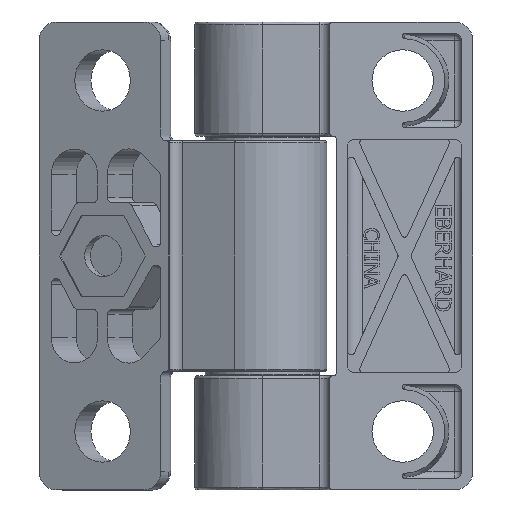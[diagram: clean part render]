
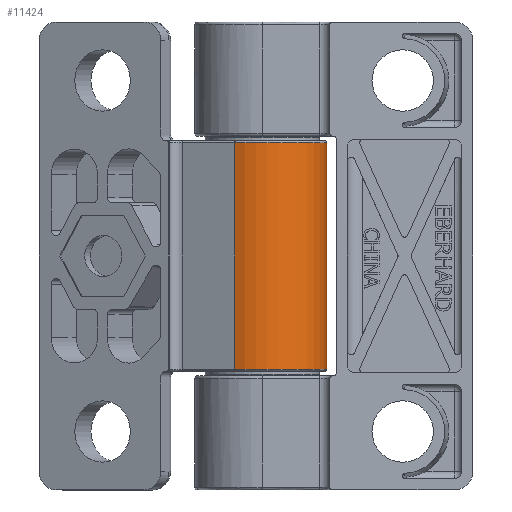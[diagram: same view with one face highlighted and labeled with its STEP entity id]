
A CAD part, front view. The second image highlights one B-rep face of the part: STEP entity #11424.
In plain terms, the highlighted cylindrical face has radius 8.763 mm (diameter 17.526 mm), a partial arc.
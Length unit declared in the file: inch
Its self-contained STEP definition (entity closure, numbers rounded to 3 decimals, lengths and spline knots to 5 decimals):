
#394=B_SPLINE_CURVE_WITH_KNOTS('',3,(#20049,#20050,#20051,#20052,#20053,
#20054),.UNSPECIFIED.,.F.,.F.,(4,1,1,4),(-0.15344,-0.06576,
-0.02192,0.),.UNSPECIFIED.);
#395=B_SPLINE_CURVE_WITH_KNOTS('',3,(#20141,#20142,#20143,#20144,#20145,
#20146,#20147),.UNSPECIFIED.,.F.,.F.,(4,1,1,1,4),(-0.15354,-0.1316,
-0.10967,-0.0658,0.),
 .UNSPECIFIED.);
#398=B_SPLINE_CURVE_WITH_KNOTS('',3,(#20253,#20254,#20255,#20256,#20257,
#20258,#20259),.UNSPECIFIED.,.F.,.F.,(4,1,1,1,4),(-0.15354,-0.1316,
-0.10967,-0.0658,0.),
 .UNSPECIFIED.);
#399=B_SPLINE_CURVE_WITH_KNOTS('',3,(#20336,#20337,#20338,#20339,#20340,
#20341),.UNSPECIFIED.,.F.,.F.,(4,1,1,4),(-0.15344,-0.06576,
-0.02192,0.),.UNSPECIFIED.);
#1226=FACE_OUTER_BOUND('',#1880,.T.);
#1880=EDGE_LOOP('',(#9222,#9223,#9224,#9225,#9226,#9227,#9228,#9229,#9230,
#9231,#9232,#9233,#9234,#9235,#9236,#9237));
#2797=LINE('',#20178,#3776);
#2809=LINE('',#20202,#3788);
#2811=LINE('',#20353,#3790);
#2819=LINE('',#20412,#3798);
#2820=LINE('',#20413,#3799);
#2821=LINE('',#20414,#3800);
#3776=VECTOR('',#14337,0.3937);
#3788=VECTOR('',#14361,0.3937);
#3790=VECTOR('',#14403,0.3937);
#3798=VECTOR('',#14443,0.3937);
#3799=VECTOR('',#14444,0.3937);
#3800=VECTOR('',#14445,0.3937);
#4191=CIRCLE('',#12093,0.345);
#4208=CIRCLE('',#12121,0.345);
#4232=CIRCLE('',#12161,0.345);
#4242=CIRCLE('',#12175,0.345);
#4252=CIRCLE('',#12200,0.345);
#4264=CIRCLE('',#12220,0.345);
#5041=VERTEX_POINT('',#19789);
#5043=VERTEX_POINT('',#19795);
#5068=VERTEX_POINT('',#19862);
#5070=VERTEX_POINT('',#19868);
#5102=VERTEX_POINT('',#20046);
#5103=VERTEX_POINT('',#20048);
#5107=VERTEX_POINT('',#20064);
#5112=VERTEX_POINT('',#20139);
#5113=VERTEX_POINT('',#20140);
#5116=VERTEX_POINT('',#20160);
#5128=VERTEX_POINT('',#20250);
#5129=VERTEX_POINT('',#20252);
#5132=VERTEX_POINT('',#20292);
#5135=VERTEX_POINT('',#20334);
#5136=VERTEX_POINT('',#20335);
#5142=VERTEX_POINT('',#20395);
#6401=EDGE_CURVE('',#5043,#5041,#4191,.T.);
#6437=EDGE_CURVE('',#5070,#5068,#4208,.T.);
#6482=EDGE_CURVE('',#5102,#5103,#394,.T.);
#6488=EDGE_CURVE('',#5107,#5102,#4232,.T.);
#6496=EDGE_CURVE('',#5112,#5113,#395,.T.);
#6502=EDGE_CURVE('',#5113,#5116,#4242,.T.);
#6510=EDGE_CURVE('',#5103,#5112,#2797,.T.);
#6524=EDGE_CURVE('',#5116,#5070,#2809,.T.);
#6527=EDGE_CURVE('',#5128,#5129,#398,.T.);
#6534=EDGE_CURVE('',#5129,#5132,#4252,.T.);
#6539=EDGE_CURVE('',#5135,#5136,#399,.T.);
#6543=EDGE_CURVE('',#5136,#5128,#2811,.T.);
#6554=EDGE_CURVE('',#5142,#5135,#4264,.T.);
#6560=EDGE_CURVE('',#5043,#5068,#2819,.T.);
#6561=EDGE_CURVE('',#5132,#5107,#2820,.T.);
#6562=EDGE_CURVE('',#5041,#5142,#2821,.T.);
#9222=ORIENTED_EDGE('',*,*,#6401,.F.);
#9223=ORIENTED_EDGE('',*,*,#6560,.T.);
#9224=ORIENTED_EDGE('',*,*,#6437,.F.);
#9225=ORIENTED_EDGE('',*,*,#6524,.F.);
#9226=ORIENTED_EDGE('',*,*,#6502,.F.);
#9227=ORIENTED_EDGE('',*,*,#6496,.F.);
#9228=ORIENTED_EDGE('',*,*,#6510,.F.);
#9229=ORIENTED_EDGE('',*,*,#6482,.F.);
#9230=ORIENTED_EDGE('',*,*,#6488,.F.);
#9231=ORIENTED_EDGE('',*,*,#6561,.F.);
#9232=ORIENTED_EDGE('',*,*,#6534,.F.);
#9233=ORIENTED_EDGE('',*,*,#6527,.F.);
#9234=ORIENTED_EDGE('',*,*,#6543,.F.);
#9235=ORIENTED_EDGE('',*,*,#6539,.F.);
#9236=ORIENTED_EDGE('',*,*,#6554,.F.);
#9237=ORIENTED_EDGE('',*,*,#6562,.F.);
#10317=CYLINDRICAL_SURFACE('',#12224,0.345);
#11424=ADVANCED_FACE('',(#1226),#10317,.T.);
#12093=AXIS2_PLACEMENT_3D('',#19797,#14113,#14114);
#12121=AXIS2_PLACEMENT_3D('',#19870,#14187,#14188);
#12161=AXIS2_PLACEMENT_3D('',#20066,#14289,#14290);
#12175=AXIS2_PLACEMENT_3D('',#20164,#14317,#14318);
#12200=AXIS2_PLACEMENT_3D('',#20296,#14384,#14385);
#12220=AXIS2_PLACEMENT_3D('',#20403,#14429,#14430);
#12224=AXIS2_PLACEMENT_3D('',#20411,#14441,#14442);
#14113=DIRECTION('center_axis',(0.,0.,
1.));
#14114=DIRECTION('ref_axis',(0.999,0.044,0.));
#14187=DIRECTION('center_axis',(0.,0.,
-1.));
#14188=DIRECTION('ref_axis',(0.999,0.044,0.));
#14289=DIRECTION('center_axis',(0.,0.,
-1.));
#14290=DIRECTION('ref_axis',(-0.284,0.959,0.));
#14317=DIRECTION('center_axis',(0.,0.,
1.));
#14318=DIRECTION('ref_axis',(-0.284,0.959,0.));
#14337=DIRECTION('',(0.,0.,-1.));
#14361=DIRECTION('',(0.,0.,-1.));
#14384=DIRECTION('center_axis',(0.,0.,
1.));
#14385=DIRECTION('ref_axis',(-0.284,0.959,0.));
#14403=DIRECTION('',(0.,0.,-1.));
#14429=DIRECTION('center_axis',(0.,0.,
-1.));
#14430=DIRECTION('ref_axis',(-0.284,0.959,0.));
#14441=DIRECTION('center_axis',(0.,0.,
-1.));
#14442=DIRECTION('ref_axis',(0.999,0.044,0.));
#14443=DIRECTION('',(0.,0.,-1.));
#14444=DIRECTION('',(0.,0.,-1.));
#14445=DIRECTION('',(0.,0.,-1.));
#19789=CARTESIAN_POINT('',(-1.29983,0.70742,1.855));
#19795=CARTESIAN_POINT('',(-1.27283,0.09828,1.855));
#19797=CARTESIAN_POINT('Origin',(-1.125,0.41,1.855));
#19862=CARTESIAN_POINT('',(-1.27283,0.09828,0.645));
#19868=CARTESIAN_POINT('',(-1.29983,0.70742,0.645));
#19870=CARTESIAN_POINT('Origin',(-1.125,0.41,0.645));
#20046=CARTESIAN_POINT('',(-1.19056,0.74871,0.91));
#20048=CARTESIAN_POINT('',(-1.13849,0.75474,0.89));
#20049=CARTESIAN_POINT('Ctrl Pts',(-1.19056,0.74871,
0.91));
#20050=CARTESIAN_POINT('Ctrl Pts',(-1.17958,0.75084,
0.91));
#20051=CARTESIAN_POINT('Ctrl Pts',(-1.16278,0.75323,
0.90713));
#20052=CARTESIAN_POINT('Ctrl Pts',(-1.14456,0.7545,
0.8997));
#20053=CARTESIAN_POINT('Ctrl Pts',(-1.13849,0.75474,0.89288));
#20054=CARTESIAN_POINT('Ctrl Pts',(-1.13849,0.75474,0.89));
#20064=CARTESIAN_POINT('',(-1.29983,0.70742,0.91));
#20066=CARTESIAN_POINT('Origin',(-1.125,0.41,0.91));
#20139=CARTESIAN_POINT('',(-1.13849,0.75474,0.82));
#20140=CARTESIAN_POINT('',(-1.19056,0.74871,0.8));
#20141=CARTESIAN_POINT('Ctrl Pts',(-1.13849,0.75474,0.82));
#20142=CARTESIAN_POINT('Ctrl Pts',(-1.13849,0.75474,0.81712));
#20143=CARTESIAN_POINT('Ctrl Pts',(-1.14249,0.75458,0.81242));
#20144=CARTESIAN_POINT('Ctrl Pts',(-1.15227,0.75398,
0.80694));
#20145=CARTESIAN_POINT('Ctrl Pts',(-1.16847,0.75246,0.80174));
#20146=CARTESIAN_POINT('Ctrl Pts',(-1.18232,0.75031,
0.8));
#20147=CARTESIAN_POINT('Ctrl Pts',(-1.19056,0.74871,
0.8));
#20160=CARTESIAN_POINT('',(-1.29983,0.70742,0.8));
#20164=CARTESIAN_POINT('Origin',(-1.125,0.41,0.8));
#20178=CARTESIAN_POINT('',(-1.13849,0.75474,1.865));
#20202=CARTESIAN_POINT('',(-1.29983,0.70742,1.865));
#20250=CARTESIAN_POINT('',(-1.13849,0.75474,1.61));
#20252=CARTESIAN_POINT('',(-1.19056,0.74871,1.59));
#20253=CARTESIAN_POINT('Ctrl Pts',(-1.13849,0.75474,1.61));
#20254=CARTESIAN_POINT('Ctrl Pts',(-1.13849,0.75474,1.60712));
#20255=CARTESIAN_POINT('Ctrl Pts',(-1.14249,0.75458,
1.60242));
#20256=CARTESIAN_POINT('Ctrl Pts',(-1.15227,0.75398,
1.59694));
#20257=CARTESIAN_POINT('Ctrl Pts',(-1.16847,0.75246,
1.59174));
#20258=CARTESIAN_POINT('Ctrl Pts',(-1.18232,0.75031,
1.59));
#20259=CARTESIAN_POINT('Ctrl Pts',(-1.19056,0.74871,
1.59));
#20292=CARTESIAN_POINT('',(-1.29983,0.70742,1.59));
#20296=CARTESIAN_POINT('Origin',(-1.125,0.41,1.59));
#20334=CARTESIAN_POINT('',(-1.19056,0.74871,1.7));
#20335=CARTESIAN_POINT('',(-1.13849,0.75474,1.68));
#20336=CARTESIAN_POINT('Ctrl Pts',(-1.19056,0.74871,
1.7));
#20337=CARTESIAN_POINT('Ctrl Pts',(-1.17958,0.75084,
1.7));
#20338=CARTESIAN_POINT('Ctrl Pts',(-1.16278,0.75323,
1.69713));
#20339=CARTESIAN_POINT('Ctrl Pts',(-1.14456,0.7545,
1.6897));
#20340=CARTESIAN_POINT('Ctrl Pts',(-1.13849,0.75474,1.68288));
#20341=CARTESIAN_POINT('Ctrl Pts',(-1.13849,0.75474,1.68));
#20353=CARTESIAN_POINT('',(-1.13849,0.75474,1.865));
#20395=CARTESIAN_POINT('',(-1.29983,0.70742,1.7));
#20403=CARTESIAN_POINT('Origin',(-1.125,0.41,1.7));
#20411=CARTESIAN_POINT('Origin',(-1.125,0.41,1.865));
#20412=CARTESIAN_POINT('',(-1.27283,0.09828,1.865));
#20413=CARTESIAN_POINT('',(-1.29983,0.70742,1.865));
#20414=CARTESIAN_POINT('',(-1.29983,0.70742,1.865));
